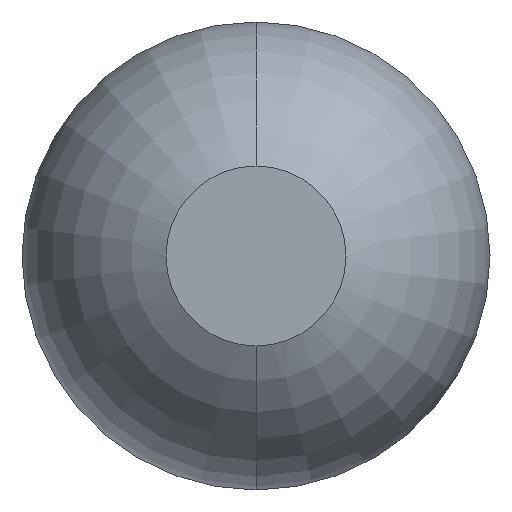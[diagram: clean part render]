
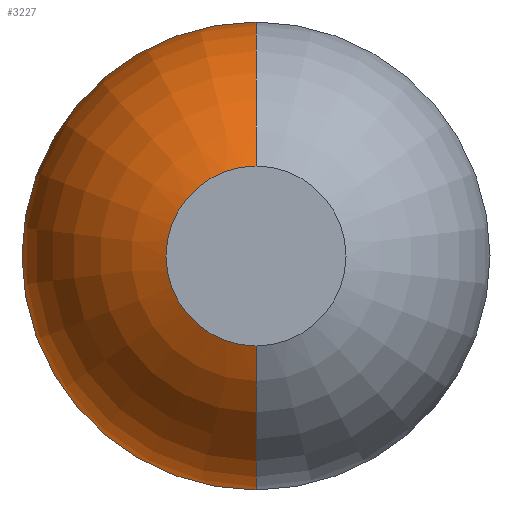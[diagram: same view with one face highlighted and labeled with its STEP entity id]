
A CAD part, front view. The second image highlights one B-rep face of the part: STEP entity #3227.
In plain terms, the highlighted toroidal (fillet/blend) face has major radius 0.01 mm and minor radius 0.4 mm.
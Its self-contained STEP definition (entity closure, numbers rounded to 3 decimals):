
#102 = AXIS2_PLACEMENT_3D ( 'NONE', #3306, #409, #1372 ) ;
#141 = DIRECTION ( 'NONE',  ( 0., 0., 1. ) ) ;
#323 = DIRECTION ( 'NONE',  ( 0., 0., 1. ) ) ;
#409 = DIRECTION ( 'NONE',  ( 0., 1., 0. ) ) ;
#427 = CIRCLE ( 'NONE', #768, 0.4 ) ;
#533 = CIRCLE ( 'NONE', #2542, 0.4 ) ;
#556 = DIRECTION ( 'NONE',  ( 1., 0., 0. ) ) ;
#637 = TOROIDAL_SURFACE ( 'NONE', #1234, -0.01, 0.4 ) ;
#768 = AXIS2_PLACEMENT_3D ( 'NONE', #3137, #556, #1188 ) ;
#859 = AXIS2_PLACEMENT_3D ( 'NONE', #3413, #1128, #141 ) ;
#921 = DIRECTION ( 'NONE',  ( 0., 0., 1. ) ) ;
#964 = DIRECTION ( 'NONE',  ( -1., 0., 0. ) ) ;
#1037 = CIRCLE ( 'NONE', #859, 0.15 ) ;
#1128 = DIRECTION ( 'NONE',  ( 0., 1., 0. ) ) ;
#1188 = DIRECTION ( 'NONE',  ( 0., 0., -1. ) ) ;
#1203 = EDGE_CURVE ( 'Defeature ausgef�hrt2_7+Defeature ausgef�hrt2_6+Defeature ausgef�hrt2_6+Defeature ausgef�hrt2_6', #2529, #1551, #2123, .T. ) ;
#1234 = AXIS2_PLACEMENT_3D ( 'NONE', #2236, #3221, #323 ) ;
#1372 = DIRECTION ( 'NONE',  ( 0., 0., 1. ) ) ;
#1413 = ORIENTED_EDGE ( 'NONE', *, *, #1203, .F. ) ;
#1517 = CARTESIAN_POINT ( 'NONE',  ( 0., -27.333, 0.39 ) ) ;
#1551 = VERTEX_POINT ( 'NONE', #1517 ) ;
#1613 = CARTESIAN_POINT ( 'NONE',  ( 0., -27.333, -0.01 ) ) ;
#1651 = ORIENTED_EDGE ( 'NONE', *, *, #2737, .F. ) ;
#2062 = ORIENTED_EDGE ( 'NONE', *, *, #3182, .T. ) ;
#2123 = CIRCLE ( 'NONE', #102, 0.39 ) ;
#2236 = CARTESIAN_POINT ( 'NONE',  ( 0., -27.333, 0. ) ) ;
#2277 = VERTEX_POINT ( 'NONE', #2654 ) ;
#2529 = VERTEX_POINT ( 'NONE', #3865 ) ;
#2542 = AXIS2_PLACEMENT_3D ( 'NONE', #1613, #964, #921 ) ;
#2654 = CARTESIAN_POINT ( 'NONE',  ( 0., -27.7, -0.15 ) ) ;
#2688 = ORIENTED_EDGE ( 'NONE', *, *, #3889, .T. ) ;
#2737 = EDGE_CURVE ( 'NONE', #2277, #2529, #427, .T. ) ;
#2839 = EDGE_LOOP ( 'NONE', ( #1651, #2688, #2062, #1413 ) ) ;
#3092 = VERTEX_POINT ( 'NONE', #3793 ) ;
#3137 = CARTESIAN_POINT ( 'NONE',  ( 0., -27.333, 0.01 ) ) ;
#3182 = EDGE_CURVE ( 'NONE', #3092, #1551, #533, .T. ) ;
#3221 = DIRECTION ( 'NONE',  ( 0., 1., 0. ) ) ;
#3227 = ADVANCED_FACE ( 'Defeature ausgef�hrt2_6', ( #3241 ), #637, .T. ) ;
#3241 = FACE_OUTER_BOUND ( 'NONE', #2839, .T. ) ;
#3306 = CARTESIAN_POINT ( 'NONE',  ( 0., -27.333, 0. ) ) ;
#3413 = CARTESIAN_POINT ( 'NONE',  ( 0., -27.7, 0. ) ) ;
#3793 = CARTESIAN_POINT ( 'NONE',  ( 0., -27.7, 0.15 ) ) ;
#3865 = CARTESIAN_POINT ( 'NONE',  ( 0., -27.333, -0.39 ) ) ;
#3889 = EDGE_CURVE ( 'Defeature ausgef�hrt2_6+Defeature ausgef�hrt2_5+Defeature ausgef�hrt2_5+Defeature ausgef�hrt2_5', #2277, #3092, #1037, .T. ) ;
